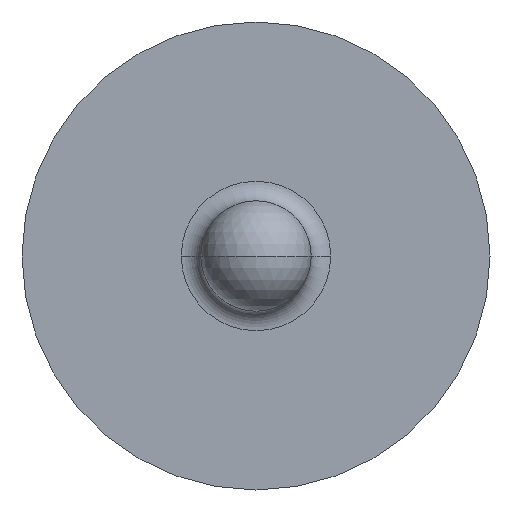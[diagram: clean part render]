
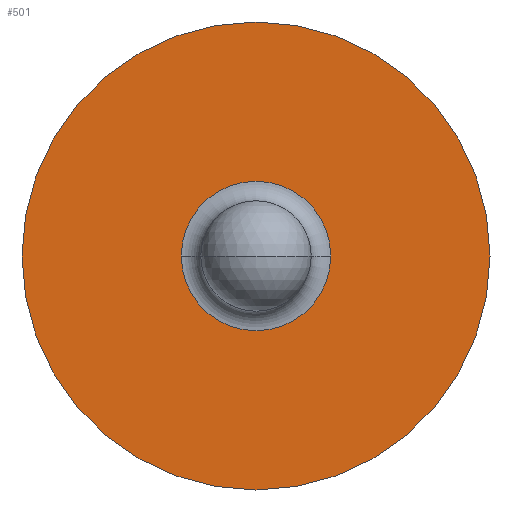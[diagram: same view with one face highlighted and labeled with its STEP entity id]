
A CAD part, left-side view. The second image highlights one B-rep face of the part: STEP entity #501.
In plain terms, the highlighted planar face has unit normal (-1, 0, 0).
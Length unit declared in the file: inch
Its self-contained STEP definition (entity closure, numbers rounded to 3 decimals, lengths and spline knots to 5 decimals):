
#3 = DIRECTION ( 'NONE',  ( -1., 0., 0. ) ) ;
#20 = EDGE_CURVE ( 'NONE', #444, #34, #99, .T. ) ;
#34 = VERTEX_POINT ( 'NONE', #624 ) ;
#37 = ORIENTED_EDGE ( 'NONE', *, *, #520, .T. ) ;
#39 = EDGE_CURVE ( 'NONE', #378, #238, #635, .T. ) ;
#54 = DIRECTION ( 'NONE',  ( 0., 1., 0. ) ) ;
#56 = FACE_OUTER_BOUND ( 'NONE', #235, .T. ) ;
#62 = DIRECTION ( 'NONE',  ( 0., -1., 0. ) ) ;
#90 = AXIS2_PLACEMENT_3D ( 'NONE', #582, #325, #276 ) ;
#99 = CIRCLE ( 'NONE', #606, 0.0115 ) ;
#102 = AXIS2_PLACEMENT_3D ( 'NONE', #264, #3, #62 ) ;
#128 = CARTESIAN_POINT ( 'NONE',  ( 0.069, -0.036, 0. ) ) ;
#136 = EDGE_LOOP ( 'NONE', ( #287, #633 ) ) ;
#148 = DIRECTION ( 'NONE',  ( 1., 0., 0. ) ) ;
#152 = CARTESIAN_POINT ( 'NONE',  ( 0.069, 0.036, 0. ) ) ;
#217 = CARTESIAN_POINT ( 'NONE',  ( 0.069, 0., 0. ) ) ;
#223 = CARTESIAN_POINT ( 'NONE',  ( 0.069, 0., 0. ) ) ;
#235 = EDGE_LOOP ( 'NONE', ( #37, #291 ) ) ;
#238 = VERTEX_POINT ( 'NONE', #128 ) ;
#259 = FACE_BOUND ( 'NONE', #136, .T. ) ;
#264 = CARTESIAN_POINT ( 'NONE',  ( 0.069, 0., 0. ) ) ;
#276 = DIRECTION ( 'NONE',  ( 0., -1., 0. ) ) ;
#287 = ORIENTED_EDGE ( 'NONE', *, *, #353, .F. ) ;
#291 = ORIENTED_EDGE ( 'NONE', *, *, #39, .T. ) ;
#325 = DIRECTION ( 'NONE',  ( -1., 0., 0. ) ) ;
#353 = EDGE_CURVE ( 'NONE', #34, #444, #608, .T. ) ;
#364 = DIRECTION ( 'NONE',  ( 0., -1., 0. ) ) ;
#378 = VERTEX_POINT ( 'NONE', #442 ) ;
#427 = DIRECTION ( 'NONE',  ( -1., 0., 0. ) ) ;
#442 = CARTESIAN_POINT ( 'NONE',  ( 0.069, 0.036, 0. ) ) ;
#444 = VERTEX_POINT ( 'NONE', #591 ) ;
#482 = AXIS2_PLACEMENT_3D ( 'NONE', #223, #427, #524 ) ;
#501 = ADVANCED_FACE ( 'NONE', ( #259, #56 ), #615, .F. ) ;
#520 = EDGE_CURVE ( 'NONE', #238, #378, #662, .T. ) ;
#524 = DIRECTION ( 'NONE',  ( 0., -1., 0. ) ) ;
#572 = DIRECTION ( 'NONE',  ( -1., 0., 0. ) ) ;
#582 = CARTESIAN_POINT ( 'NONE',  ( 0.069, 0., 0. ) ) ;
#591 = CARTESIAN_POINT ( 'NONE',  ( 0.069, 0.0115, 0. ) ) ;
#594 = AXIS2_PLACEMENT_3D ( 'NONE', #152, #148, #54 ) ;
#606 = AXIS2_PLACEMENT_3D ( 'NONE', #217, #572, #364 ) ;
#608 = CIRCLE ( 'NONE', #90, 0.0115 ) ;
#615 = PLANE ( 'NONE',  #594 ) ;
#624 = CARTESIAN_POINT ( 'NONE',  ( 0.069, -0.0115, 0. ) ) ;
#633 = ORIENTED_EDGE ( 'NONE', *, *, #20, .F. ) ;
#635 = CIRCLE ( 'NONE', #482, 0.036 ) ;
#662 = CIRCLE ( 'NONE', #102, 0.036 ) ;
